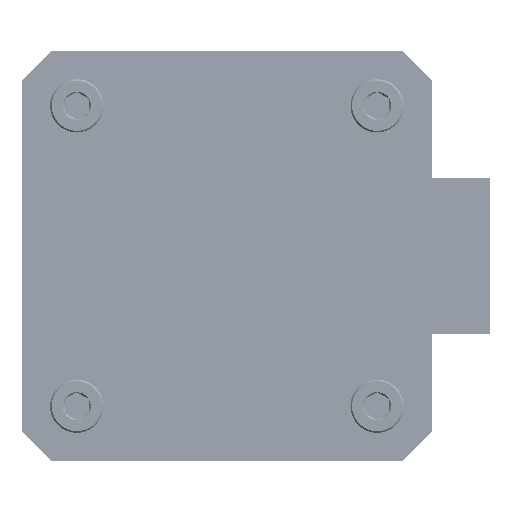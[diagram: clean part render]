
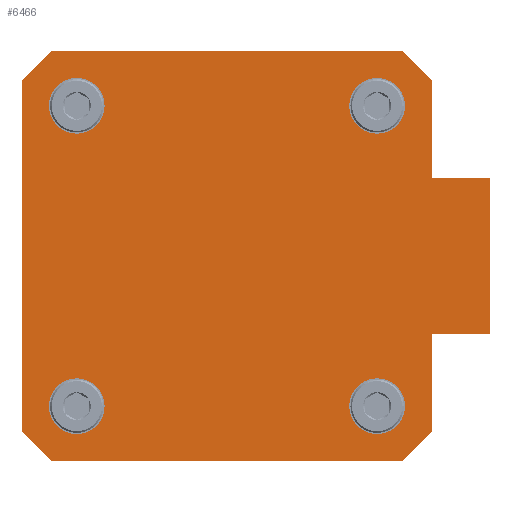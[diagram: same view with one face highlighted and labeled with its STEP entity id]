
A CAD part, front view. The second image highlights one B-rep face of the part: STEP entity #6466.
In plain terms, the highlighted planar face has unit normal (0, -1, 0).
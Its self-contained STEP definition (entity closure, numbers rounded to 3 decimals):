
#196=FACE_BOUND('',#1356,.T.);
#197=FACE_BOUND('',#1357,.T.);
#198=FACE_BOUND('',#1358,.T.);
#199=FACE_BOUND('',#1359,.T.);
#396=CIRCLE('',#6922,2.875);
#397=CIRCLE('',#6923,2.875);
#403=CIRCLE('',#6932,2.875);
#404=CIRCLE('',#6933,2.875);
#410=CIRCLE('',#6942,2.875);
#411=CIRCLE('',#6943,2.875);
#417=CIRCLE('',#6952,2.875);
#418=CIRCLE('',#6953,2.875);
#977=FACE_OUTER_BOUND('',#1355,.T.);
#1355=EDGE_LOOP('',(#5303,#5304,#5305,#5306,#5307,#5308,#5309,#5310,#5311,
#5312,#5313,#5314));
#1356=EDGE_LOOP('',(#5315,#5316));
#1357=EDGE_LOOP('',(#5317,#5318));
#1358=EDGE_LOOP('',(#5319,#5320));
#1359=EDGE_LOOP('',(#5321,#5322));
#1862=LINE('',#13310,#2417);
#1864=LINE('',#13315,#2419);
#1866=LINE('',#13318,#2421);
#1895=LINE('',#13381,#2450);
#1899=LINE('',#13386,#2454);
#1900=LINE('',#13389,#2455);
#1902=LINE('',#13393,#2457);
#1905=LINE('',#13398,#2460);
#1907=LINE('',#13402,#2462);
#1910=LINE('',#13407,#2465);
#1912=LINE('',#13411,#2467);
#1915=LINE('',#13415,#2470);
#2417=VECTOR('',#8104,10.);
#2419=VECTOR('',#8108,10.);
#2421=VECTOR('',#8112,10.);
#2450=VECTOR('',#8159,10.);
#2454=VECTOR('',#8163,10.);
#2455=VECTOR('',#8166,10.);
#2457=VECTOR('',#8170,10.);
#2460=VECTOR('',#8175,10.);
#2462=VECTOR('',#8179,10.);
#2465=VECTOR('',#8184,10.);
#2467=VECTOR('',#8188,10.);
#2470=VECTOR('',#8193,10.);
#2959=VERTEX_POINT('',#13228);
#2960=VERTEX_POINT('',#13229);
#2966=VERTEX_POINT('',#13247);
#2967=VERTEX_POINT('',#13248);
#2973=VERTEX_POINT('',#13266);
#2974=VERTEX_POINT('',#13267);
#2980=VERTEX_POINT('',#13285);
#2981=VERTEX_POINT('',#13286);
#2988=VERTEX_POINT('',#13306);
#2989=VERTEX_POINT('',#13308);
#2990=VERTEX_POINT('',#13312);
#2991=VERTEX_POINT('',#13314);
#3016=VERTEX_POINT('',#13380);
#3017=VERTEX_POINT('',#13384);
#3018=VERTEX_POINT('',#13388);
#3019=VERTEX_POINT('',#13392);
#3020=VERTEX_POINT('',#13397);
#3021=VERTEX_POINT('',#13401);
#3022=VERTEX_POINT('',#13406);
#3023=VERTEX_POINT('',#13410);
#3743=EDGE_CURVE('',#2959,#2960,#396,.T.);
#3744=EDGE_CURVE('',#2960,#2959,#397,.T.);
#3752=EDGE_CURVE('',#2966,#2967,#403,.T.);
#3753=EDGE_CURVE('',#2967,#2966,#404,.T.);
#3761=EDGE_CURVE('',#2973,#2974,#410,.T.);
#3762=EDGE_CURVE('',#2974,#2973,#411,.T.);
#3770=EDGE_CURVE('',#2980,#2981,#417,.T.);
#3771=EDGE_CURVE('',#2981,#2980,#418,.T.);
#3782=EDGE_CURVE('',#2988,#2989,#1862,.T.);
#3784=EDGE_CURVE('',#2990,#2991,#1864,.T.);
#3786=EDGE_CURVE('',#2991,#2989,#1866,.T.);
#3815=EDGE_CURVE('',#2988,#3016,#1895,.T.);
#3819=EDGE_CURVE('',#3017,#2990,#1899,.T.);
#3820=EDGE_CURVE('',#3017,#3018,#1900,.T.);
#3822=EDGE_CURVE('',#3019,#3018,#1902,.T.);
#3825=EDGE_CURVE('',#3020,#3019,#1905,.T.);
#3827=EDGE_CURVE('',#3021,#3020,#1907,.T.);
#3830=EDGE_CURVE('',#3021,#3022,#1910,.T.);
#3832=EDGE_CURVE('',#3023,#3022,#1912,.T.);
#3835=EDGE_CURVE('',#3016,#3023,#1915,.T.);
#5303=ORIENTED_EDGE('',*,*,#3835,.F.);
#5304=ORIENTED_EDGE('',*,*,#3815,.F.);
#5305=ORIENTED_EDGE('',*,*,#3782,.T.);
#5306=ORIENTED_EDGE('',*,*,#3786,.F.);
#5307=ORIENTED_EDGE('',*,*,#3784,.F.);
#5308=ORIENTED_EDGE('',*,*,#3819,.F.);
#5309=ORIENTED_EDGE('',*,*,#3820,.T.);
#5310=ORIENTED_EDGE('',*,*,#3822,.F.);
#5311=ORIENTED_EDGE('',*,*,#3825,.F.);
#5312=ORIENTED_EDGE('',*,*,#3827,.F.);
#5313=ORIENTED_EDGE('',*,*,#3830,.T.);
#5314=ORIENTED_EDGE('',*,*,#3832,.F.);
#5315=ORIENTED_EDGE('',*,*,#3743,.T.);
#5316=ORIENTED_EDGE('',*,*,#3744,.T.);
#5317=ORIENTED_EDGE('',*,*,#3752,.T.);
#5318=ORIENTED_EDGE('',*,*,#3753,.T.);
#5319=ORIENTED_EDGE('',*,*,#3761,.T.);
#5320=ORIENTED_EDGE('',*,*,#3762,.T.);
#5321=ORIENTED_EDGE('',*,*,#3770,.T.);
#5322=ORIENTED_EDGE('',*,*,#3771,.T.);
#6184=PLANE('',#6978);
#6466=ADVANCED_FACE('',(#977,#196,#197,#198,#199),#6184,.F.);
#6922=AXIS2_PLACEMENT_3D('',#13230,#8016,#8017);
#6923=AXIS2_PLACEMENT_3D('',#13231,#8018,#8019);
#6932=AXIS2_PLACEMENT_3D('',#13249,#8038,#8039);
#6933=AXIS2_PLACEMENT_3D('',#13250,#8040,#8041);
#6942=AXIS2_PLACEMENT_3D('',#13268,#8060,#8061);
#6943=AXIS2_PLACEMENT_3D('',#13269,#8062,#8063);
#6952=AXIS2_PLACEMENT_3D('',#13287,#8082,#8083);
#6953=AXIS2_PLACEMENT_3D('',#13288,#8084,#8085);
#6978=AXIS2_PLACEMENT_3D('',#13417,#8196,#8197);
#8016=DIRECTION('center_axis',(0.,1.,0.));
#8017=DIRECTION('ref_axis',(0.,0.,-1.));
#8018=DIRECTION('center_axis',(0.,1.,0.));
#8019=DIRECTION('ref_axis',(0.,0.,-1.));
#8038=DIRECTION('center_axis',(0.,1.,0.));
#8039=DIRECTION('ref_axis',(0.,0.,-1.));
#8040=DIRECTION('center_axis',(0.,1.,0.));
#8041=DIRECTION('ref_axis',(0.,0.,-1.));
#8060=DIRECTION('center_axis',(0.,1.,0.));
#8061=DIRECTION('ref_axis',(0.,0.,-1.));
#8062=DIRECTION('center_axis',(0.,1.,0.));
#8063=DIRECTION('ref_axis',(0.,0.,-1.));
#8082=DIRECTION('center_axis',(0.,1.,0.));
#8083=DIRECTION('ref_axis',(0.,0.,-1.));
#8084=DIRECTION('center_axis',(0.,1.,0.));
#8085=DIRECTION('ref_axis',(0.,0.,-1.));
#8104=DIRECTION('',(1.,0.,0.));
#8108=DIRECTION('',(1.,0.,0.));
#8112=DIRECTION('',(0.,0.,-1.));
#8159=DIRECTION('',(0.,0.,-1.));
#8163=DIRECTION('',(0.,0.,-1.));
#8166=DIRECTION('',(-0.707,0.,0.707));
#8170=DIRECTION('',(1.,0.,0.));
#8175=DIRECTION('',(0.707,0.,0.707));
#8179=DIRECTION('',(0.,0.,1.));
#8184=DIRECTION('',(0.707,0.,-0.707));
#8188=DIRECTION('',(-1.,0.,0.));
#8193=DIRECTION('',(-0.707,0.,-0.707));
#8196=DIRECTION('center_axis',(0.,1.,0.));
#8197=DIRECTION('ref_axis',(1.,0.,0.));
#13228=CARTESIAN_POINT('',(-15.5,0.,-18.375));
#13229=CARTESIAN_POINT('',(-15.5,0.,-12.625));
#13230=CARTESIAN_POINT('Origin',(-15.5,0.,-15.5));
#13231=CARTESIAN_POINT('Origin',(-15.5,0.,-15.5));
#13247=CARTESIAN_POINT('',(15.5,0.,12.625));
#13248=CARTESIAN_POINT('',(15.5,0.,18.375));
#13249=CARTESIAN_POINT('Origin',(15.5,0.,15.5));
#13250=CARTESIAN_POINT('Origin',(15.5,0.,15.5));
#13266=CARTESIAN_POINT('',(-15.5,0.,12.625));
#13267=CARTESIAN_POINT('',(-15.5,0.,18.375));
#13268=CARTESIAN_POINT('Origin',(-15.5,0.,15.5));
#13269=CARTESIAN_POINT('Origin',(-15.5,0.,15.5));
#13285=CARTESIAN_POINT('',(15.5,0.,-18.375));
#13286=CARTESIAN_POINT('',(15.5,0.,-12.625));
#13287=CARTESIAN_POINT('Origin',(15.5,0.,-15.5));
#13288=CARTESIAN_POINT('Origin',(15.5,0.,-15.5));
#13306=CARTESIAN_POINT('',(21.15,0.,-8.));
#13308=CARTESIAN_POINT('',(27.15,0.,-8.));
#13310=CARTESIAN_POINT('',(21.15,0.,-8.));
#13312=CARTESIAN_POINT('',(21.15,0.,8.));
#13314=CARTESIAN_POINT('',(27.15,0.,8.));
#13315=CARTESIAN_POINT('',(21.15,0.,8.));
#13318=CARTESIAN_POINT('',(27.15,0.,8.));
#13380=CARTESIAN_POINT('',(21.15,0.,-18.15));
#13381=CARTESIAN_POINT('',(21.15,0.,18.15));
#13384=CARTESIAN_POINT('',(21.15,0.,18.15));
#13386=CARTESIAN_POINT('',(21.15,0.,18.15));
#13388=CARTESIAN_POINT('',(18.15,0.,21.15));
#13389=CARTESIAN_POINT('',(21.15,0.,18.15));
#13392=CARTESIAN_POINT('',(-18.15,0.,21.15));
#13393=CARTESIAN_POINT('',(-18.15,0.,21.15));
#13397=CARTESIAN_POINT('',(-21.15,0.,18.15));
#13398=CARTESIAN_POINT('',(-21.15,0.,18.15));
#13401=CARTESIAN_POINT('',(-21.15,0.,-18.15));
#13402=CARTESIAN_POINT('',(-21.15,0.,-18.15));
#13406=CARTESIAN_POINT('',(-18.15,0.,-21.15));
#13407=CARTESIAN_POINT('',(-21.15,0.,-18.15));
#13410=CARTESIAN_POINT('',(18.15,0.,-21.15));
#13411=CARTESIAN_POINT('',(18.15,0.,-21.15));
#13415=CARTESIAN_POINT('',(21.15,0.,-18.15));
#13417=CARTESIAN_POINT('Origin',(0.,0.,0.));
